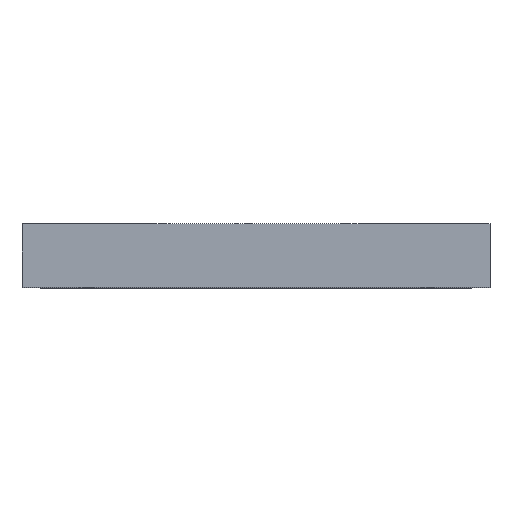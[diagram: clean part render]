
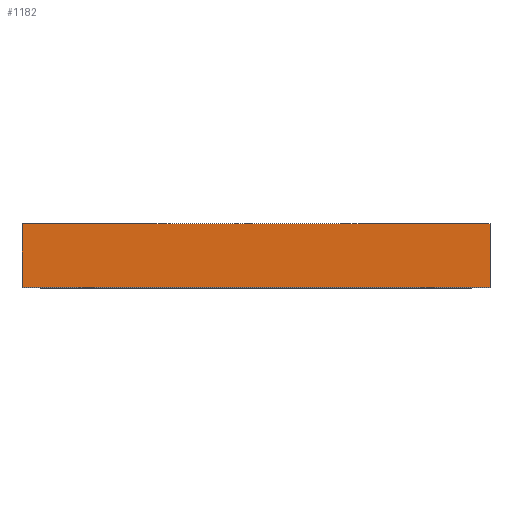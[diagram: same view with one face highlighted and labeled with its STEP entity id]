
A CAD part, top view. The second image highlights one B-rep face of the part: STEP entity #1182.
In plain terms, the highlighted planar face has unit normal (0, 0, 1).
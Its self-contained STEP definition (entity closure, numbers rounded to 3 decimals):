
#93=DIRECTION('',(1.,0.,0.));
#94=VECTOR('',#93,110.);
#95=CARTESIAN_POINT('',(-55.,0.,0.));
#96=LINE('',#95,#94);
#237=DIRECTION('',(1.,0.,0.));
#238=VECTOR('',#237,110.);
#239=CARTESIAN_POINT('',(-55.,15.,0.));
#240=LINE('',#239,#238);
#421=DIRECTION('',(0.,1.,0.));
#422=VECTOR('',#421,15.);
#423=CARTESIAN_POINT('',(55.,0.,0.));
#424=LINE('',#423,#422);
#425=DIRECTION('',(0.,1.,0.));
#426=VECTOR('',#425,15.);
#427=CARTESIAN_POINT('',(-55.,0.,0.));
#428=LINE('',#427,#426);
#477=CARTESIAN_POINT('',(-55.,0.,0.));
#478=CARTESIAN_POINT('',(55.,0.,0.));
#479=VERTEX_POINT('',#477);
#480=VERTEX_POINT('',#478);
#481=CARTESIAN_POINT('',(-55.,15.,0.));
#482=CARTESIAN_POINT('',(55.,15.,0.));
#483=VERTEX_POINT('',#481);
#484=VERTEX_POINT('',#482);
#1170=CARTESIAN_POINT('',(-55.,0.,0.));
#1171=DIRECTION('',(0.,0.,1.));
#1172=DIRECTION('',(1.,0.,0.));
#1173=AXIS2_PLACEMENT_3D('',#1170,#1171,#1172);
#1174=PLANE('',#1173);
#1175=ORIENTED_EDGE('',*,*,#642,.F.);
#1177=ORIENTED_EDGE('',*,*,#1176,.T.);
#1178=ORIENTED_EDGE('',*,*,#766,.T.);
#1179=ORIENTED_EDGE('',*,*,#1164,.F.);
#1180=EDGE_LOOP('',(#1175,#1177,#1178,#1179));
#1181=FACE_OUTER_BOUND('',#1180,.F.);
#1182=ADVANCED_FACE('',(#1181),#1174,.T.);
#642=EDGE_CURVE('',#479,#480,#96,.T.);
#766=EDGE_CURVE('',#483,#484,#240,.T.);
#1164=EDGE_CURVE('',#480,#484,#424,.T.);
#1176=EDGE_CURVE('',#479,#483,#428,.T.);
